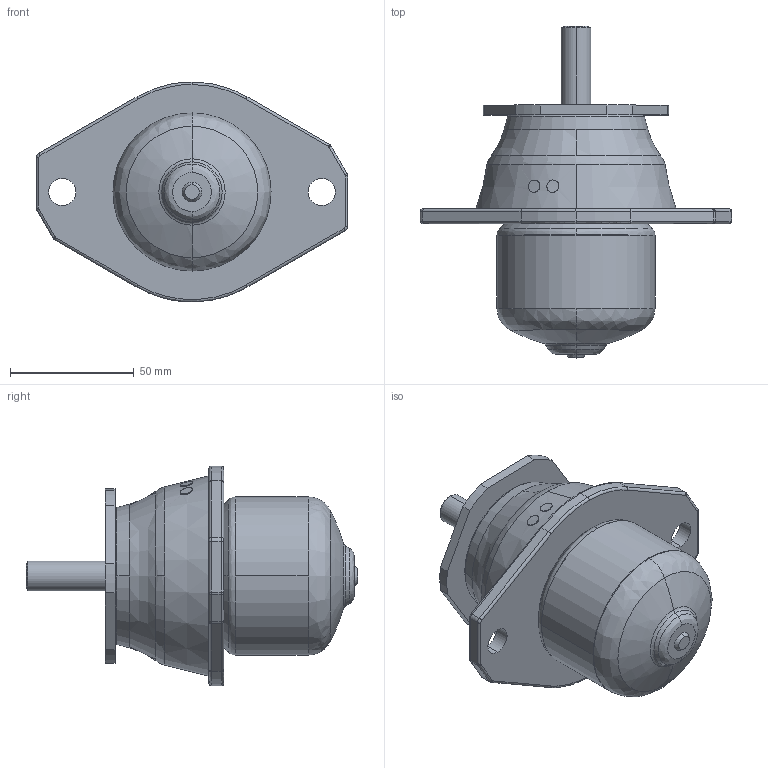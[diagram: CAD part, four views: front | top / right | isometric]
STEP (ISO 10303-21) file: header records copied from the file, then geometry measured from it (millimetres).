
FILE_DESCRIPTION (( 'STEP AP214' ), '1' );
FILE_NAME ('210736_Hydrolager_V1500_Plus_Schwingmetall_ContiTech.STEP', '2012-03-29T07:16:44', ( 'Continental AG' ), ( 'Continental AG' ), 'SwSTEP 2.0', 'SolidWorks 2010', '' );
FILE_SCHEMA (( 'AUTOMOTIVE_DESIGN' ));
Length unit declared in the file: millimetre
Products named in the file (1): 210736_Hydrolager_V1500_Plus_Schwingmetall_ContiTech
Bounding box: 126 x 134.3 x 89 mm (x, y, z)
Volume: 355393.9 mm3; surface area: 38806.3 mm2
Topology: 1 solids, 1 shells, 116 faces, 273 edges, 166 vertices
Faces by surface type: cylinder 43, bspline 38, plane 21, cone 14
Entity records: 5484 total; most frequent: CARTESIAN_POINT 1616, ORIENTED_EDGE 546, DIRECTION 543, EDGE_CURVE 273, AXIS2_PLACEMENT_3D 223, VERTEX_POINT 166, CIRCLE 144, EDGE_LOOP 127
